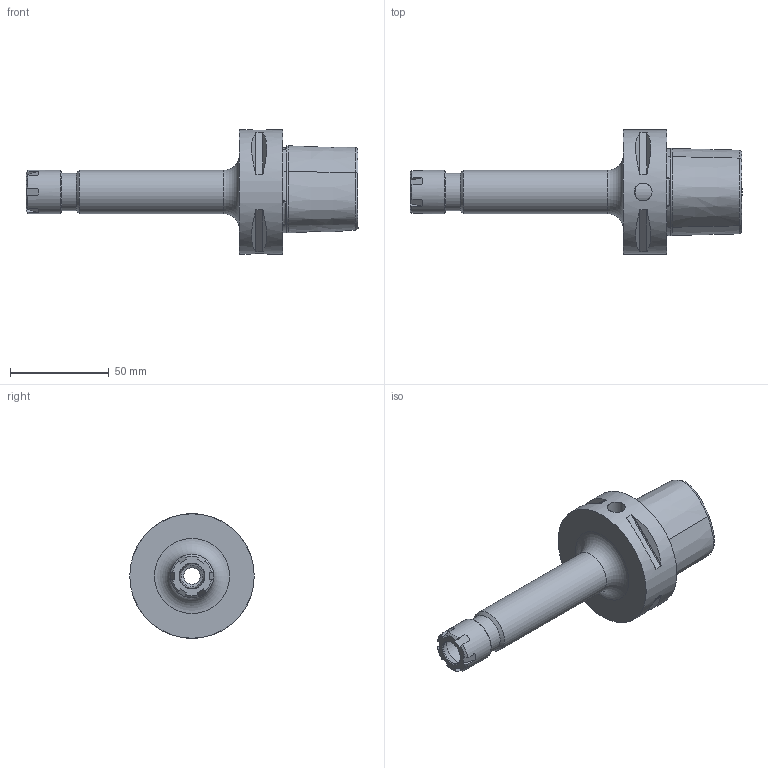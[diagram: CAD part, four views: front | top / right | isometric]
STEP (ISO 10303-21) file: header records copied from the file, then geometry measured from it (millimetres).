
FILE_DESCRIPTION(/* description */ (''),/* implementation_level */ '2;1');
FILE_NAME(/* name */ '06_10_22M.stp',/* time_stamp */ '2023-01-25T10:11:45+01:00',/* author */ ('cad'),/* organization */ (''),/* preprocessor_version */ 'ST-DEVELOPER v18.1',/* originating_system */ 'Autodesk Inventor 2021',/* authorisation */ '');
FILE_SCHEMA (('AUTOMOTIVE_DESIGN { 1 0 10303 214 3 1 1 }'));
Length unit declared in the file: inch
Products named in the file (1): 06_10_22M_Shrinkwrap_1
Bounding box: 168 x 63 x 63 mm (x, y, z)
Volume: 124732.3 mm3; surface area: 31439.3 mm2
Topology: 1 solids, 1 shells, 124 faces, 346 edges, 233 vertices
Faces by surface type: plane 51, cone 30, cylinder 27, bspline 12, torus 4
Full cylindrical faces by diameter (mm): 5 x1, 8.1 x2, 8.376 x1, 9 x1, 10 x1, 11 x1, 12.5 x1, 17.294 x1, 18.376 x1, 19 x1, 20.3 x1, 22 x2, 28 x2, 32 x1, 63 x1
Entity records: 5197 total; most frequent: CARTESIAN_POINT 1904, ORIENTED_EDGE 686, DIRECTION 623, EDGE_CURVE 343, AXIS2_PLACEMENT_3D 254, VERTEX_POINT 233, EDGE_LOOP 140, CIRCLE 127
